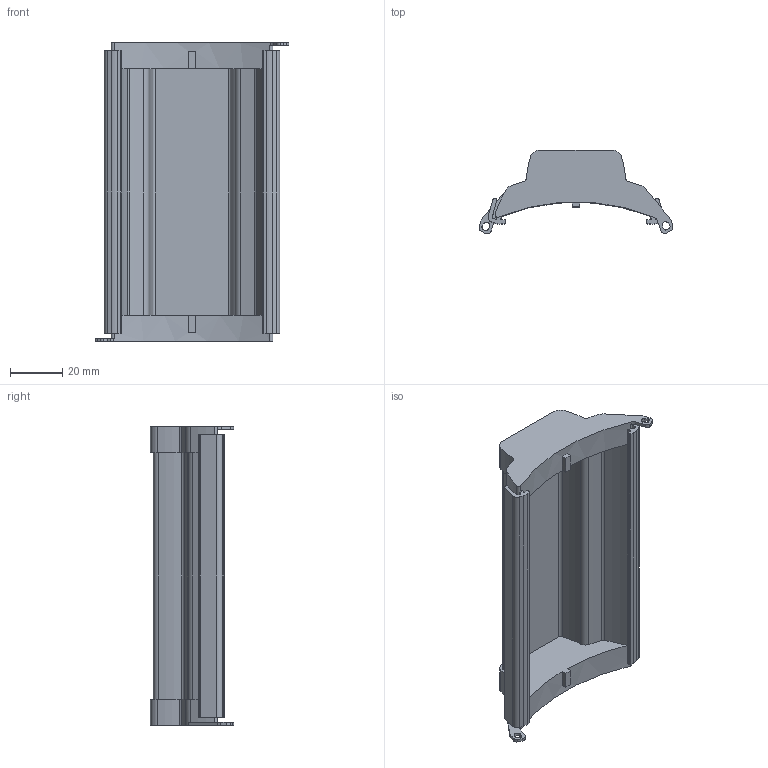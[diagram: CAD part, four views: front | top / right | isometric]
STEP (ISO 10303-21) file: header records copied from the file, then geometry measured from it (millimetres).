
FILE_DESCRIPTION(('SolidDesigner STEP Export'),'2;1');
FILE_NAME('3069924_FBP_3_10_TR-select.stp','2016-03-08T13:03:16',(''),(''),'Creo Elements/Direct Modeling STEP processor for AP214 (Solid Model)','Creo Elements/Direct Modeling 18.1 06-May-2012 (C) Parametric Technology GmbH','');
FILE_SCHEMA(('AUTOMOTIVE_DESIGN { 1 0 10303 214 1 1 1 1 }'));
Length unit declared in the file: millimetre
Products named in the file (2): 3069924_FBP_3_10_TR-select
Assembly tree (1 placements, depth 2):
  3069924_FBP_3_10_TR-select
    3069924_FBP_3_10_TR-select
Bounding box: 74.08 x 31.8 x 114.1 mm (x, y, z)
Volume: 36752.6 mm3; surface area: 30547 mm2
Topology: 1 solids, 1 shells, 156 faces, 462 edges, 308 vertices
Faces by surface type: cylinder 102, plane 54
Entity records: 6617 total; most frequent: DIRECTION 988, CARTESIAN_POINT 944, ORIENTED_EDGE 924, EDGE_CURVE 462, AXIS2_PLACEMENT_3D 378, VERTEX_POINT 308, VECTOR 232, LINE 232
